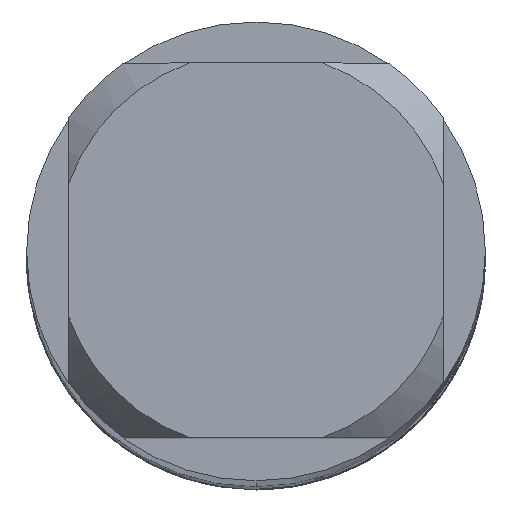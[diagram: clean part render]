
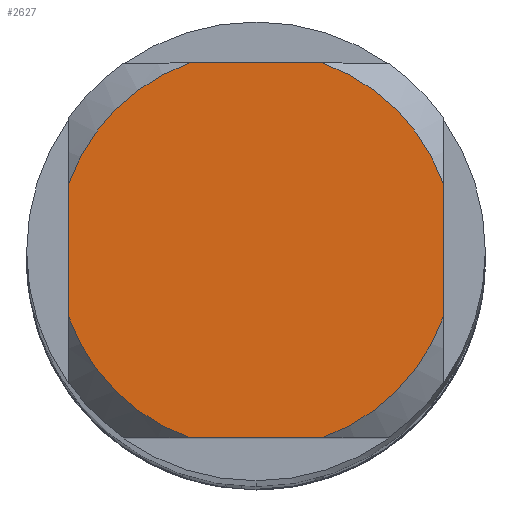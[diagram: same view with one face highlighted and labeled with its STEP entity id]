
A CAD part, top view. The second image highlights one B-rep face of the part: STEP entity #2627.
In plain terms, the highlighted planar face has unit normal (0, 0, 1).
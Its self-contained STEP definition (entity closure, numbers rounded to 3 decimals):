
#1413=VERTEX_POINT('',#4039);
#1471=EDGE_CURVE('',#1621,#1413,#4102,.T.);
#1539=EDGE_CURVE('',#3691,#1873,#4174,.T.);
#1621=VERTEX_POINT('',#4264);
#1837=EDGE_CURVE('',#2261,#2617,#4492,.T.);
#1873=VERTEX_POINT('',#4533);
#2261=VERTEX_POINT('',#4964);
#2309=EDGE_CURVE('',#3355,#2617,#5016,.T.);
#2617=VERTEX_POINT('',#5358);
#2627=ADVANCED_FACE('',(#5370),#5371,.T.);
#2735=EDGE_CURVE('',#2261,#1413,#5486,.T.);
#2785=EDGE_CURVE('',#1621,#2919,#5539,.T.);
#2861=EDGE_CURVE('',#3691,#2919,#5624,.T.);
#2919=VERTEX_POINT('',#5688);
#3355=VERTEX_POINT('',#6164);
#3451=EDGE_CURVE('',#3355,#1873,#6269,.T.);
#3691=VERTEX_POINT('',#6526);
#4039=CARTESIAN_POINT('',(-2.45,-0.87,0.0));
#4102=CIRCLE('',#7735,2.6);
#4174=LINE('',#7904,#7905);
#4264=CARTESIAN_POINT('',(-0.87,-2.45,0.0));
#4492=CIRCLE('',#8790,2.6);
#4533=CARTESIAN_POINT('',(2.45,0.87,0.0));
#4964=CARTESIAN_POINT('',(-2.45,0.87,0.0));
#5016=LINE('',#10599,#10600);
#5358=CARTESIAN_POINT('',(-0.87,2.45,0.0));
#5370=FACE_OUTER_BOUND('',#11708,.T.);
#5371=PLANE('',#11709);
#5486=LINE('',#11995,#11996);
#5539=LINE('',#12129,#12130);
#5624=CIRCLE('',#12315,2.6);
#5688=CARTESIAN_POINT('',(0.87,-2.45,0.0));
#6164=CARTESIAN_POINT('',(0.87,2.45,0.0));
#6269=CIRCLE('',#13767,2.6);
#6526=CARTESIAN_POINT('',(2.45,-0.87,0.0));
#7735=AXIS2_PLACEMENT_3D('',#15546,#15547,#15548);
#7904=CARTESIAN_POINT('',(2.45,0.65,0.0));
#7905=VECTOR('',#15604,1.0);
#8790=AXIS2_PLACEMENT_3D('',#15899,#15900,#15901);
#10599=CARTESIAN_POINT('',(0.0,2.45,0.0));
#10600=VECTOR('',#16523,1.0);
#11708=EDGE_LOOP('',(#16984,#16985,#16986,#16987,#16988,#16989,#16990,#16991));
#11709=AXIS2_PLACEMENT_3D('',#16992,#16993,#16994);
#11995=CARTESIAN_POINT('',(-2.45,0.65,0.0));
#11996=VECTOR('',#17088,1.0);
#12129=CARTESIAN_POINT('',(0.0,-2.45,0.0));
#12130=VECTOR('',#17140,1.0);
#12315=AXIS2_PLACEMENT_3D('',#17236,#17237,#17238);
#13767=AXIS2_PLACEMENT_3D('',#17894,#17895,#17896);
#15546=CARTESIAN_POINT('',(0.0,0.0,0.0));
#15547=DIRECTION('',(0.0,0.0,-1.0));
#15548=DIRECTION('',(0.0,1.0,0.0));
#15604=DIRECTION('',(-0.0,1.0,0.0));
#15899=CARTESIAN_POINT('',(0.0,0.0,0.0));
#15900=DIRECTION('',(0.0,0.0,-1.0));
#15901=DIRECTION('',(0.0,1.0,0.0));
#16523=DIRECTION('',(-1.0,0.0,0.0));
#16984=ORIENTED_EDGE('',*,*,#2735,.T.);
#16985=ORIENTED_EDGE('',*,*,#1471,.F.);
#16986=ORIENTED_EDGE('',*,*,#2785,.T.);
#16987=ORIENTED_EDGE('',*,*,#2861,.F.);
#16988=ORIENTED_EDGE('',*,*,#1539,.T.);
#16989=ORIENTED_EDGE('',*,*,#3451,.F.);
#16990=ORIENTED_EDGE('',*,*,#2309,.T.);
#16991=ORIENTED_EDGE('',*,*,#1837,.F.);
#16992=CARTESIAN_POINT('',(0.0,1.3,0.0));
#16993=DIRECTION('',(-0.0,0.0,1.0));
#16994=DIRECTION('',(0.0,-1.0,0.0));
#17088=DIRECTION('',(-0.0,-1.0,0.0));
#17140=DIRECTION('',(1.0,0.0,0.0));
#17236=CARTESIAN_POINT('',(0.0,0.0,0.0));
#17237=DIRECTION('',(0.0,0.0,-1.0));
#17238=DIRECTION('',(0.0,1.0,0.0));
#17894=CARTESIAN_POINT('',(0.0,0.0,0.0));
#17895=DIRECTION('',(0.0,0.0,-1.0));
#17896=DIRECTION('',(0.0,1.0,0.0));
